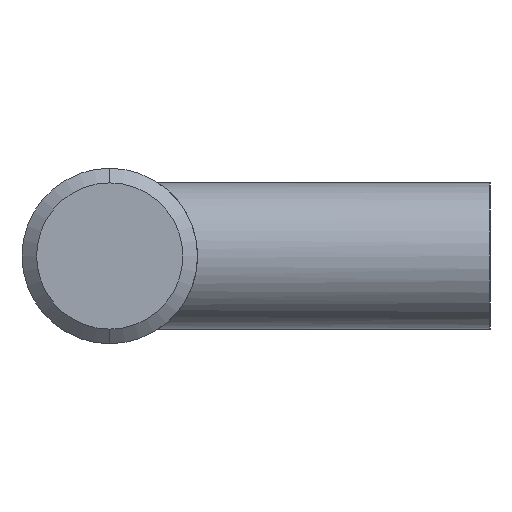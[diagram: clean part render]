
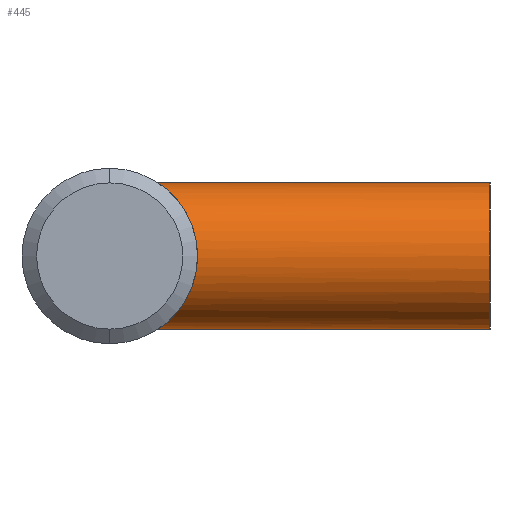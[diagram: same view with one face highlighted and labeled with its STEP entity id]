
A CAD part, left-side view. The second image highlights one B-rep face of the part: STEP entity #445.
In plain terms, the highlighted cylindrical face has radius 5 mm (diameter 10 mm), a partial arc.
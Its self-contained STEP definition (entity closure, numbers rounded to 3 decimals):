
#2 = VERTEX_POINT ( 'NONE', #634 ) ;
#6 = DIRECTION ( 'NONE',  ( 0., 1., 0. ) ) ;
#8 = CARTESIAN_POINT ( 'NONE',  ( -0.354, -3.317, 5. ) ) ;
#15 = LINE ( 'NONE', #111, #238 ) ;
#20 = CARTESIAN_POINT ( 'NONE',  ( -2.527, -4.165, -4.325 ) ) ;
#21 = CARTESIAN_POINT ( 'NONE',  ( -0.175, -3.317, -5. ) ) ;
#24 = CARTESIAN_POINT ( 'NONE',  ( 0., -3.317, -5. ) ) ;
#26 = CARTESIAN_POINT ( 'NONE',  ( -1.356, -3.58, -4.815 ) ) ;
#55 = CARTESIAN_POINT ( 'NONE',  ( 0., -3.317, 5. ) ) ;
#65 = CARTESIAN_POINT ( 'NONE',  ( -2.525, -4.164, 4.327 ) ) ;
#68 = CIRCLE ( 'NONE', #149, 5. ) ;
#69 = CARTESIAN_POINT ( 'NONE',  ( -4.926, -5.938, 0.875 ) ) ;
#70 = CARTESIAN_POINT ( 'NONE',  ( -1.816, -3.779, -4.661 ) ) ;
#73 = CARTESIAN_POINT ( 'NONE',  ( -4.289, -5.42, -2.59 ) ) ;
#74 = CARTESIAN_POINT ( 'NONE',  ( -3.04, -4.494, -3.982 ) ) ;
#84 = DIRECTION ( 'NONE',  ( 0., 0., 1. ) ) ;
#100 = DIRECTION ( 'NONE',  ( 0., 1., 0. ) ) ;
#111 = CARTESIAN_POINT ( 'NONE',  ( 0., -26., -5. ) ) ;
#119 = CARTESIAN_POINT ( 'NONE',  ( -3.277, -4.66, -3.789 ) ) ;
#122 = EDGE_CURVE ( 'NONE', #188, #138, #15, .T. ) ;
#127 = FACE_OUTER_BOUND ( 'NONE', #588, .T. ) ;
#136 = DIRECTION ( 'NONE',  ( 0., 1., 0. ) ) ;
#138 = VERTEX_POINT ( 'NONE', #489 ) ;
#149 = AXIS2_PLACEMENT_3D ( 'NONE', #393, #6, #632 ) ;
#152 = CARTESIAN_POINT ( 'NONE',  ( -3.035, -4.491, 3.986 ) ) ;
#157 = CARTESIAN_POINT ( 'NONE',  ( -4.444, -5.545, 2.316 ) ) ;
#166 = CARTESIAN_POINT ( 'NONE',  ( -5.009, -6.008, 0.006 ) ) ;
#171 = CARTESIAN_POINT ( 'NONE',  ( -4.717, -5.766, -1.692 ) ) ;
#175 = EDGE_CURVE ( 'NONE', #2, #138, #389, .T. ) ;
#188 = VERTEX_POINT ( 'NONE', #215 ) ;
#201 = CARTESIAN_POINT ( 'NONE',  ( -3.272, -4.656, 3.794 ) ) ;
#208 = CARTESIAN_POINT ( 'NONE',  ( -4.955, -5.963, -0.689 ) ) ;
#209 = CARTESIAN_POINT ( 'NONE',  ( -0.697, -3.385, -4.954 ) ) ;
#215 = CARTESIAN_POINT ( 'NONE',  ( 0., -26., -5. ) ) ;
#238 = VECTOR ( 'NONE', #100, 1000. ) ;
#253 = ORIENTED_EDGE ( 'NONE', *, *, #627, .T. ) ;
#263 = CARTESIAN_POINT ( 'NONE',  ( -3.924, -5.136, -3.116 ) ) ;
#266 = CARTESIAN_POINT ( 'NONE',  ( -0.353, -3.331, -4.991 ) ) ;
#270 = CARTESIAN_POINT ( 'NONE',  ( -4.991, -5.993, -0.342 ) ) ;
#272 = CARTESIAN_POINT ( 'NONE',  ( -0.865, -3.424, -4.927 ) ) ;
#278 = ORIENTED_EDGE ( 'NONE', *, *, #122, .F. ) ;
#291 = ORIENTED_EDGE ( 'NONE', *, *, #175, .T. ) ;
#319 = CARTESIAN_POINT ( 'NONE',  ( -1.667, -3.709, -4.717 ) ) ;
#349 = CARTESIAN_POINT ( 'NONE',  ( -3.714, -4.977, 3.362 ) ) ;
#363 = CARTESIAN_POINT ( 'NONE',  ( -4.818, -5.849, 1.38 ) ) ;
#383 = VERTEX_POINT ( 'NONE', #438 ) ;
#384 = LINE ( 'NONE', #482, #417 ) ;
#389 = B_SPLINE_CURVE_WITH_KNOTS ( 'NONE', 3,
 ( #55, #8, #544, #492, #437, #501, #65, #152, #201, #349, #547, #495, #157, #603, #363, #69, #455, #519, #166, #270, #208, #459, #511, #171, #403, #73, #263, #567, #119, #74, #20, #512, #70, #319, #26, #517, #272, #209, #266, #21, #24 ),
 .UNSPECIFIED., .F., .F.,
 ( 4, 2, 2, 2, 2, 2, 2, 2, 2, 1, 2, 2, 2, 2, 2, 2, 2, 2, 2, 2, 4 ),
 ( 0., 0.001, 0.002, 0.003, 0.004, 0.005, 0.006, 0.007, 0.008, 0.008, 0.009, 0.009, 0.01, 0.011, 0.013, 0.014, 0.015, 0.015, 0.016, 0.016, 0.017 ),
 .UNSPECIFIED. ) ;
#393 = CARTESIAN_POINT ( 'NONE',  ( 0., -26., 0. ) ) ;
#403 = CARTESIAN_POINT ( 'NONE',  ( -4.449, -5.548, -2.307 ) ) ;
#417 = VECTOR ( 'NONE', #491, 1000. ) ;
#423 = CYLINDRICAL_SURFACE ( 'NONE', #518, 5. ) ;
#437 = CARTESIAN_POINT ( 'NONE',  ( -1.667, -3.704, 4.724 ) ) ;
#438 = CARTESIAN_POINT ( 'NONE',  ( 0., -26., 5. ) ) ;
#445 = ADVANCED_FACE ( 'NONE', ( #127 ), #423, .T. ) ;
#455 = CARTESIAN_POINT ( 'NONE',  ( -4.954, -5.961, 0.702 ) ) ;
#459 = CARTESIAN_POINT ( 'NONE',  ( -4.928, -5.94, -0.863 ) ) ;
#482 = CARTESIAN_POINT ( 'NONE',  ( 0., -26., 5. ) ) ;
#489 = CARTESIAN_POINT ( 'NONE',  ( 0., -3.317, -5. ) ) ;
#491 = DIRECTION ( 'NONE',  ( 0., 1., 0. ) ) ;
#492 = CARTESIAN_POINT ( 'NONE',  ( -1.36, -3.571, 4.823 ) ) ;
#495 = CARTESIAN_POINT ( 'NONE',  ( -4.284, -5.417, 2.597 ) ) ;
#501 = CARTESIAN_POINT ( 'NONE',  ( -2.249, -3.999, 4.477 ) ) ;
#503 = ORIENTED_EDGE ( 'NONE', *, *, #565, .T. ) ;
#511 = CARTESIAN_POINT ( 'NONE',  ( -4.821, -5.852, -1.369 ) ) ;
#512 = CARTESIAN_POINT ( 'NONE',  ( -2.252, -4.001, -4.475 ) ) ;
#517 = CARTESIAN_POINT ( 'NONE',  ( -1.195, -3.522, -4.858 ) ) ;
#518 = AXIS2_PLACEMENT_3D ( 'NONE', #576, #136, #84 ) ;
#519 = CARTESIAN_POINT ( 'NONE',  ( -4.991, -5.992, 0.354 ) ) ;
#544 = CARTESIAN_POINT ( 'NONE',  ( -0.696, -3.374, 4.963 ) ) ;
#547 = CARTESIAN_POINT ( 'NONE',  ( -3.921, -5.134, 3.119 ) ) ;
#565 = EDGE_CURVE ( 'NONE', #188, #383, #68, .T. ) ;
#567 = CARTESIAN_POINT ( 'NONE',  ( -3.718, -4.98, -3.357 ) ) ;
#576 = CARTESIAN_POINT ( 'NONE',  ( 0., -26., 0. ) ) ;
#588 = EDGE_LOOP ( 'NONE', ( #278, #503, #253, #291 ) ) ;
#603 = CARTESIAN_POINT ( 'NONE',  ( -4.713, -5.762, 1.703 ) ) ;
#627 = EDGE_CURVE ( 'NONE', #383, #2, #384, .T. ) ;
#632 = DIRECTION ( 'NONE',  ( 0., 0., 1. ) ) ;
#634 = CARTESIAN_POINT ( 'NONE',  ( 0., -3.317, 5. ) ) ;
